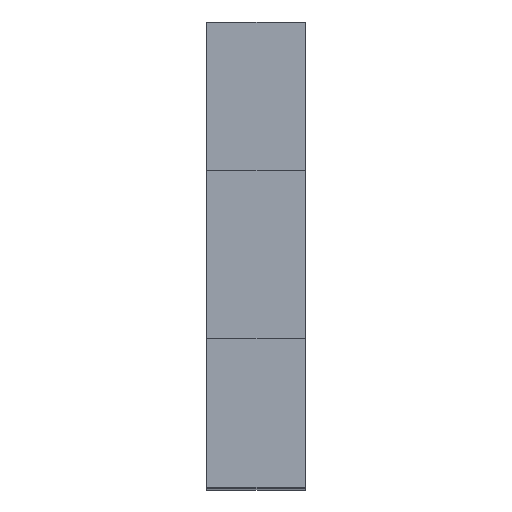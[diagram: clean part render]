
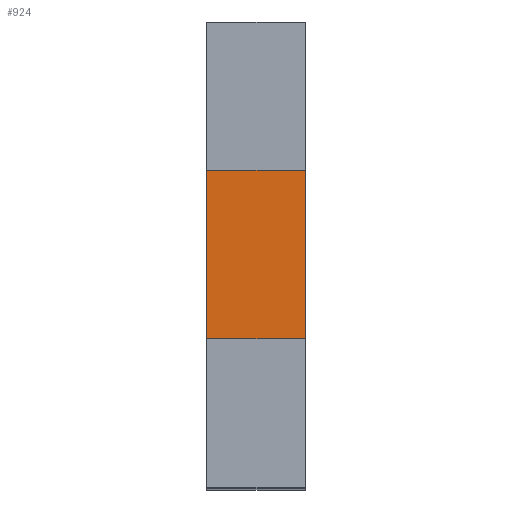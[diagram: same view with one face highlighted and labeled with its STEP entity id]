
A CAD part, top view. The second image highlights one B-rep face of the part: STEP entity #924.
In plain terms, the highlighted planar face has unit normal (0, 0, 1).
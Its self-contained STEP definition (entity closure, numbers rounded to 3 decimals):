
#62=FACE_OUTER_BOUND('',#113,.T.);
#113=EDGE_LOOP('',(#706,#707,#708,#709));
#192=LINE('',#1409,#303);
#195=LINE('',#1414,#306);
#198=LINE('',#1421,#309);
#230=LINE('',#1499,#341);
#303=VECTOR('',#1117,10.);
#306=VECTOR('',#1122,10.);
#309=VECTOR('',#1127,10.);
#341=VECTOR('',#1181,10.);
#420=VERTEX_POINT('',#1406);
#421=VERTEX_POINT('',#1408);
#422=VERTEX_POINT('',#1412);
#425=VERTEX_POINT('',#1419);
#511=EDGE_CURVE('',#420,#421,#192,.T.);
#514=EDGE_CURVE('',#422,#420,#195,.T.);
#517=EDGE_CURVE('',#425,#422,#198,.T.);
#557=EDGE_CURVE('',#425,#421,#230,.T.);
#706=ORIENTED_EDGE('',*,*,#511,.F.);
#707=ORIENTED_EDGE('',*,*,#514,.F.);
#708=ORIENTED_EDGE('',*,*,#517,.F.);
#709=ORIENTED_EDGE('',*,*,#557,.T.);
#885=PLANE('',#1013);
#924=ADVANCED_FACE('',(#62),#885,.T.);
#1013=AXIS2_PLACEMENT_3D('',#1500,#1182,#1183);
#1117=DIRECTION('',(0.,-1.,0.));
#1122=DIRECTION('',(1.,0.,0.));
#1127=DIRECTION('',(0.,1.,0.));
#1181=DIRECTION('',(1.,0.,0.));
#1182=DIRECTION('center_axis',(0.,0.,
1.));
#1183=DIRECTION('ref_axis',(0.,-1.,0.));
#1406=CARTESIAN_POINT('',(5.,10.213,47.));
#1408=CARTESIAN_POINT('',(5.,-20.213,47.));
#1409=CARTESIAN_POINT('',(5.,-2.144,47.));
#1412=CARTESIAN_POINT('',(-5.,10.213,47.));
#1414=CARTESIAN_POINT('',(-5.,10.213,47.));
#1419=CARTESIAN_POINT('',(-5.,-20.213,47.));
#1421=CARTESIAN_POINT('',(-5.,12.356,47.));
#1499=CARTESIAN_POINT('',(-5.,-20.213,47.));
#1500=CARTESIAN_POINT('Origin',(-5.,10.213,47.));
